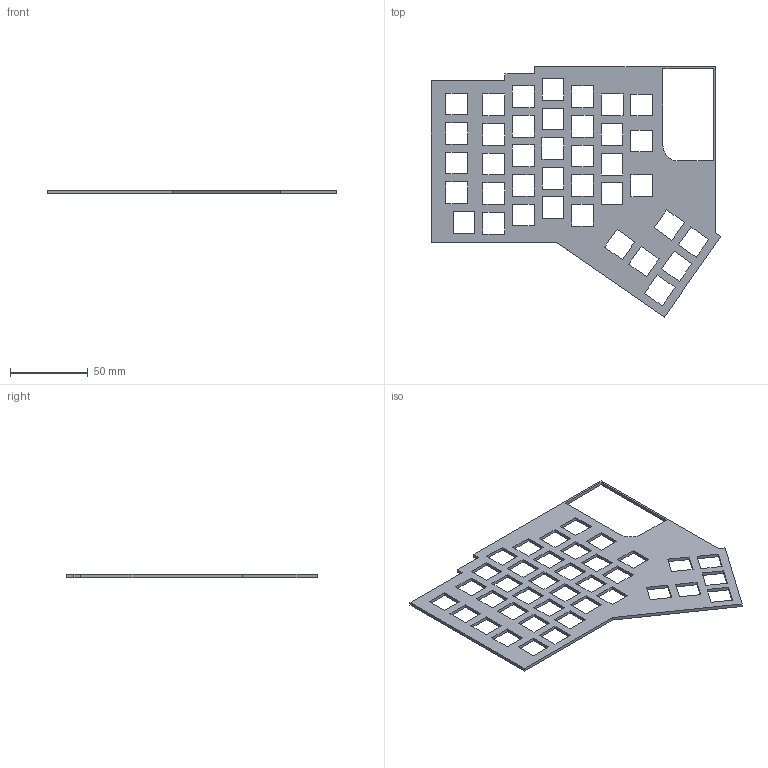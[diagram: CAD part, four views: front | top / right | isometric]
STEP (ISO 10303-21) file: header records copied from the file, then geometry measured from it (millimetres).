
FILE_DESCRIPTION(/* description */ ('KiCad electronic assembly'),/* implementation_level */ '2;1');
FILE_NAME(/* name */ 'S_left_top v15.step',/* time_stamp */ '2025-08-04T06:31:30-04:00',/* author */ (''),/* organization */ (''),/* preprocessor_version */ 'ST-DEVELOPER v20.1',/* originating_system */ 'Autodesk Translation Framework v14.10.0.0',/* authorisation */ '');
FILE_SCHEMA (('AUTOMOTIVE_DESIGN { 1 0 10303 214 3 1 1 }'));
Length unit declared in the file: millimetre
Products named in the file (2): splitboard left 1; Left Top
Assembly tree (1 placements, depth 2):
  splitboard left 1
    Left Top
Bounding box: 186.45 x 161.19 x 2 mm (x, y, z)
Volume: 26567.2 mm3; surface area: 32455.8 mm2
Topology: 1 solids, 1 shells, 174 faces, 516 edges, 344 vertices
Faces by surface type: plane 173, cylinder 1
Entity records: 5911 total; most frequent: CARTESIAN_POINT 1037, ORIENTED_EDGE 1032, DIRECTION 872, EDGE_CURVE 516, LINE 514, VECTOR 514, VERTEX_POINT 344, EDGE_LOOP 252
